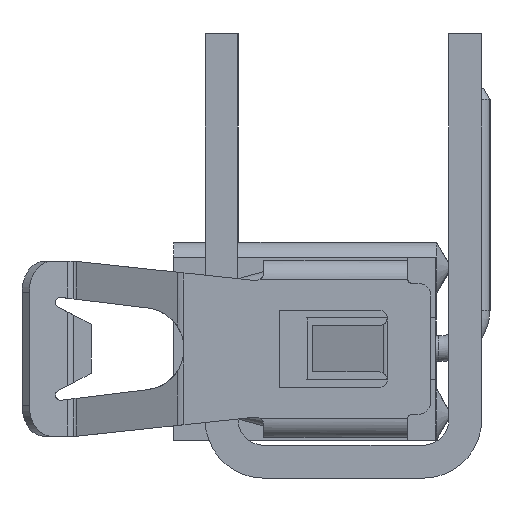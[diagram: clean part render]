
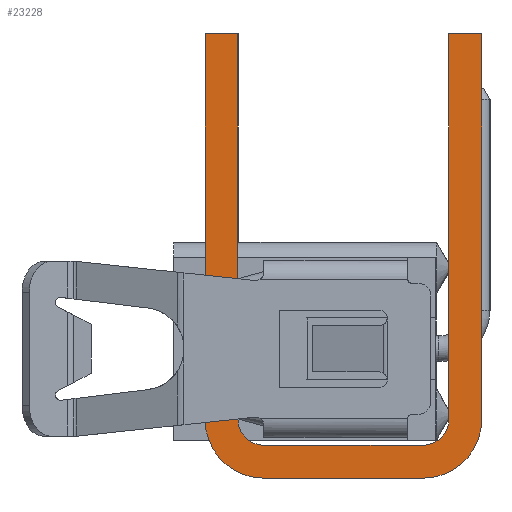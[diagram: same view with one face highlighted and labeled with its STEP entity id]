
A CAD part, left-side view. The second image highlights one B-rep face of the part: STEP entity #23228.
In plain terms, the highlighted planar face has unit normal (-1, 0, 0).
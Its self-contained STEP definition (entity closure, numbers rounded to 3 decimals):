
#6379=EDGE_CURVE('',#12013,#12014,#12015,.T.);
#6381=EDGE_CURVE('',#12017,#12013,#12018,.T.);
#6383=EDGE_CURVE('',#12020,#12017,#12021,.T.);
#6385=EDGE_CURVE('',#12023,#12020,#12024,.T.);
#6387=EDGE_CURVE('',#12026,#12023,#12027,.T.);
#6389=EDGE_CURVE('',#12029,#12026,#12030,.T.);
#6391=EDGE_CURVE('',#12032,#12029,#12033,.T.);
#6393=EDGE_CURVE('',#12035,#12032,#12036,.T.);
#6395=EDGE_CURVE('',#12038,#12035,#12039,.T.);
#6397=EDGE_CURVE('',#12041,#12038,#12042,.T.);
#6399=EDGE_CURVE('',#12044,#12041,#12045,.T.);
#6401=EDGE_CURVE('',#12014,#12044,#12047,.T.);
#12013=VERTEX_POINT('',#23069);
#12014=VERTEX_POINT('',#23070);
#12015=LINE('',#23071,#23072);
#12017=VERTEX_POINT('',#23075);
#12018=LINE('',#23076,#23077);
#12020=VERTEX_POINT('',#23080);
#12021=CIRCLE('',#23081,0.5);
#12023=VERTEX_POINT('',#23084);
#12024=LINE('',#23085,#23086);
#12026=VERTEX_POINT('',#23089);
#12027=CIRCLE('',#23090,0.5);
#12029=VERTEX_POINT('',#23093);
#12030=LINE('',#23094,#23095);
#12032=VERTEX_POINT('',#23098);
#12033=LINE('',#23099,#23100);
#12035=VERTEX_POINT('',#23103);
#12036=LINE('',#23104,#23105);
#12038=VERTEX_POINT('',#23108);
#12039=CIRCLE('',#23109,1.14);
#12041=VERTEX_POINT('',#23112);
#12042=LINE('',#23113,#23114);
#12044=VERTEX_POINT('',#23117);
#12045=CIRCLE('',#23118,1.14);
#12047=LINE('',#23121,#23122);
#23069=CARTESIAN_POINT('',(-18.57,-2.2,6.125));
#23070=CARTESIAN_POINT('',(-18.57,-2.84,6.125));
#23071=CARTESIAN_POINT('',(-18.57,-2.2,6.125));
#23072=VECTOR('',#28799,0.64);
#23075=CARTESIAN_POINT('',(-18.57,-2.2,-1.375));
#23076=CARTESIAN_POINT('',(-18.57,-2.2,-1.375));
#23077=VECTOR('',#28800,7.5);
#23080=CARTESIAN_POINT('',(-18.57,-1.7,-1.875));
#23081=AXIS2_PLACEMENT_3D('',#28801,#28802,#28803);
#23084=CARTESIAN_POINT('',(-18.57,1.4,-1.875));
#23085=CARTESIAN_POINT('',(-18.57,1.4,-1.875));
#23086=VECTOR('',#28804,3.1);
#23089=CARTESIAN_POINT('',(-18.57,1.9,-1.375));
#23090=AXIS2_PLACEMENT_3D('',#28805,#28806,#28807);
#23093=CARTESIAN_POINT('',(-18.57,1.9,6.125));
#23094=CARTESIAN_POINT('',(-18.57,1.9,6.125));
#23095=VECTOR('',#28808,7.5);
#23098=CARTESIAN_POINT('',(-18.57,2.54,6.125));
#23099=CARTESIAN_POINT('',(-18.57,2.54,6.125));
#23100=VECTOR('',#28809,0.64);
#23103=CARTESIAN_POINT('',(-18.57,2.54,-1.375));
#23104=CARTESIAN_POINT('',(-18.57,2.54,-1.375));
#23105=VECTOR('',#28810,7.5);
#23108=CARTESIAN_POINT('',(-18.57,1.4,-2.515));
#23109=AXIS2_PLACEMENT_3D('',#28811,#28812,#28813);
#23112=CARTESIAN_POINT('',(-18.57,-1.7,-2.515));
#23113=CARTESIAN_POINT('',(-18.57,-1.7,-2.515));
#23114=VECTOR('',#28814,3.1);
#23117=CARTESIAN_POINT('',(-18.57,-2.84,-1.375));
#23118=AXIS2_PLACEMENT_3D('',#28815,#28816,#28817);
#23121=CARTESIAN_POINT('',(-18.57,-2.84,6.125));
#23122=VECTOR('',#28818,7.5);
#23228=ADVANCED_FACE('',(#28852),#28853,.F.);
#28799=DIRECTION('',(0.0,-1.0,0.0));
#28800=DIRECTION('',(0.0,0.0,1.0));
#28801=CARTESIAN_POINT('',(-18.57,-1.7,-1.375));
#28802=DIRECTION('',(-1.0,0.0,0.0));
#28803=DIRECTION('',(0.0,0.0,-1.0));
#28804=DIRECTION('',(0.0,-1.0,0.0));
#28805=CARTESIAN_POINT('',(-18.57,1.4,-1.375));
#28806=DIRECTION('',(-1.0,0.0,0.0));
#28807=DIRECTION('',(0.0,1.0,0.));
#28808=DIRECTION('',(0.0,0.0,-1.0));
#28809=DIRECTION('',(0.0,-1.0,0.0));
#28810=DIRECTION('',(0.0,0.0,1.0));
#28811=CARTESIAN_POINT('',(-18.57,1.4,-1.375));
#28812=DIRECTION('',(1.0,0.0,0.0));
#28813=DIRECTION('',(0.0,0.0,-1.0));
#28814=DIRECTION('',(0.0,1.0,0.0));
#28815=CARTESIAN_POINT('',(-18.57,-1.7,-1.375));
#28816=DIRECTION('',(1.0,0.0,0.0));
#28817=DIRECTION('',(0.0,-1.0,0.0));
#28818=DIRECTION('',(0.0,0.0,-1.0));
#28852=FACE_OUTER_BOUND('',#31986,.T.);
#28853=PLANE('',#31987);
#31986=EDGE_LOOP('',(#37531,#37532,#37533,#37534,#37535,#37536,#37537,#37538,#37539,#37540,#37541,#37542));
#31987=AXIS2_PLACEMENT_3D('',#37543,#37544,#37545);
#37531=ORIENTED_EDGE('',*,*,#6379,.F.);
#37532=ORIENTED_EDGE('',*,*,#6381,.F.);
#37533=ORIENTED_EDGE('',*,*,#6383,.F.);
#37534=ORIENTED_EDGE('',*,*,#6385,.F.);
#37535=ORIENTED_EDGE('',*,*,#6387,.F.);
#37536=ORIENTED_EDGE('',*,*,#6389,.F.);
#37537=ORIENTED_EDGE('',*,*,#6391,.F.);
#37538=ORIENTED_EDGE('',*,*,#6393,.F.);
#37539=ORIENTED_EDGE('',*,*,#6395,.F.);
#37540=ORIENTED_EDGE('',*,*,#6397,.F.);
#37541=ORIENTED_EDGE('',*,*,#6399,.F.);
#37542=ORIENTED_EDGE('',*,*,#6401,.F.);
#37543=CARTESIAN_POINT('',(-18.57,-0.15,-1.875));
#37544=DIRECTION('',(1.0,0.0,0.0));
#37545=DIRECTION('',(0.0,-1.0,0.0));
